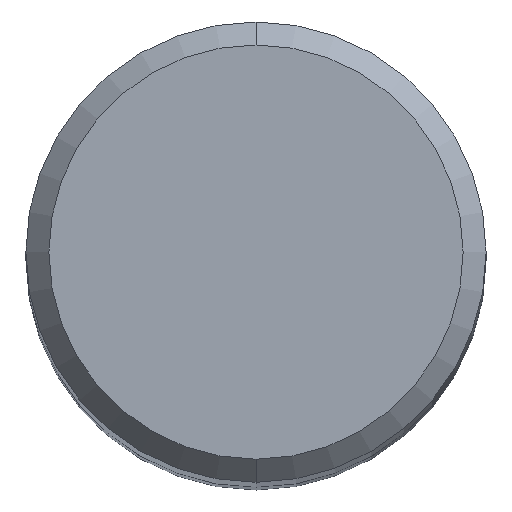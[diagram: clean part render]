
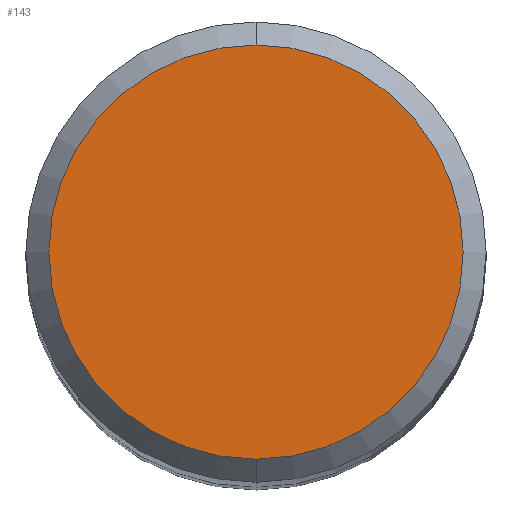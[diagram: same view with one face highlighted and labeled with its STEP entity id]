
A CAD part, top view. The second image highlights one B-rep face of the part: STEP entity #143.
In plain terms, the highlighted planar face has unit normal (0, 0, 1).
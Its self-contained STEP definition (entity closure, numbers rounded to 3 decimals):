
#95=VERTEX_POINT('',#216);
#123=EDGE_CURVE('',#95,#129,#247,.T.);
#129=VERTEX_POINT('',#253);
#131=EDGE_CURVE('',#129,#95,#255,.T.);
#143=ADVANCED_FACE('',(#268),#269,.T.);
#216=CARTESIAN_POINT('',(0.,-5.4,0.0));
#247=CIRCLE('',#384,5.4);
#253=CARTESIAN_POINT('',(0.0,5.4,0.0));
#255=CIRCLE('',#395,5.4);
#268=FACE_OUTER_BOUND('',#412,.T.);
#269=PLANE('',#413);
#384=AXIS2_PLACEMENT_3D('',#521,#522,#523);
#395=AXIS2_PLACEMENT_3D('',#525,#526,#527);
#412=EDGE_LOOP('',(#544,#545));
#413=AXIS2_PLACEMENT_3D('',#546,#547,#548);
#521=CARTESIAN_POINT('',(0.0,0.0,0.0));
#522=DIRECTION('',(0.0,0.0,-1.0));
#523=DIRECTION('',(0.0,1.0,0.0));
#525=CARTESIAN_POINT('',(0.0,0.0,0.0));
#526=DIRECTION('',(0.0,0.0,-1.0));
#527=DIRECTION('',(0.0,1.0,0.0));
#544=ORIENTED_EDGE('',*,*,#131,.F.);
#545=ORIENTED_EDGE('',*,*,#123,.F.);
#546=CARTESIAN_POINT('',(0.0,2.7,0.0));
#547=DIRECTION('',(-0.0,0.0,1.0));
#548=DIRECTION('',(0.0,-1.0,0.0));
